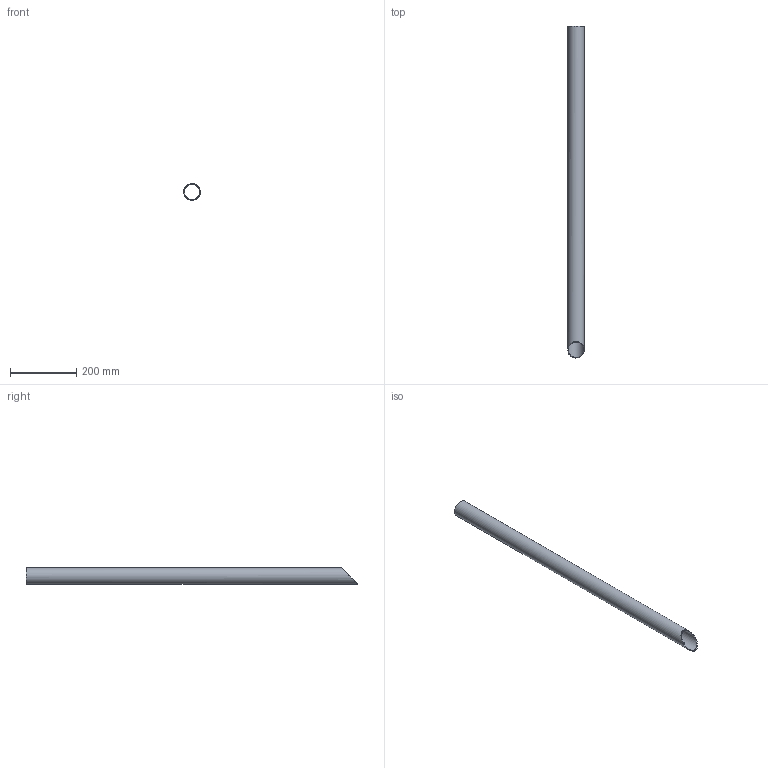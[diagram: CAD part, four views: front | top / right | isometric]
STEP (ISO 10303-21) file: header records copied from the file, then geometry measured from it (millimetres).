
FILE_DESCRIPTION(/* description */ ('STEP AP214'),/* implementation_level */ '2;1');
FILE_NAME(/* name */ '689cb209fb86d642f3e5a7b9',/* time_stamp */ '2025-08-13T15:40:58Z',/* author */ (''),/* organization */ (''),/* preprocessor_version */ 'ST-DEVELOPER v20',/* originating_system */ 'ONSHAPE BY PTC INC, 1.202',/* authorisation */ ' ');
FILE_SCHEMA (('AUTOMOTIVE_DESIGN {1 0 10303 214 3 1 1}'));
Length unit declared in the file: metre
Products named in the file (1): TUBE CIRCULAIRE
Bounding box: 50 x 999.98 x 50 mm (x, y, z)
Volume: 293851.5 mm3; surface area: 294680.8 mm2
Topology: 1 solids, 1 shells, 6 faces, 16 edges, 12 vertices
Faces by surface type: cylinder 4, plane 2
Full cylindrical faces by diameter (mm): 8 x2, 46 x1, 50 x1
Entity records: 214 total; most frequent: CARTESIAN_POINT 63, DIRECTION 22, ORIENTED_EDGE 16, EDGE_LOOP 16, FACE_BOUND 16, AXIS2_PLACEMENT_3D 11, EDGE_CURVE 8, VERTEX_POINT 8
